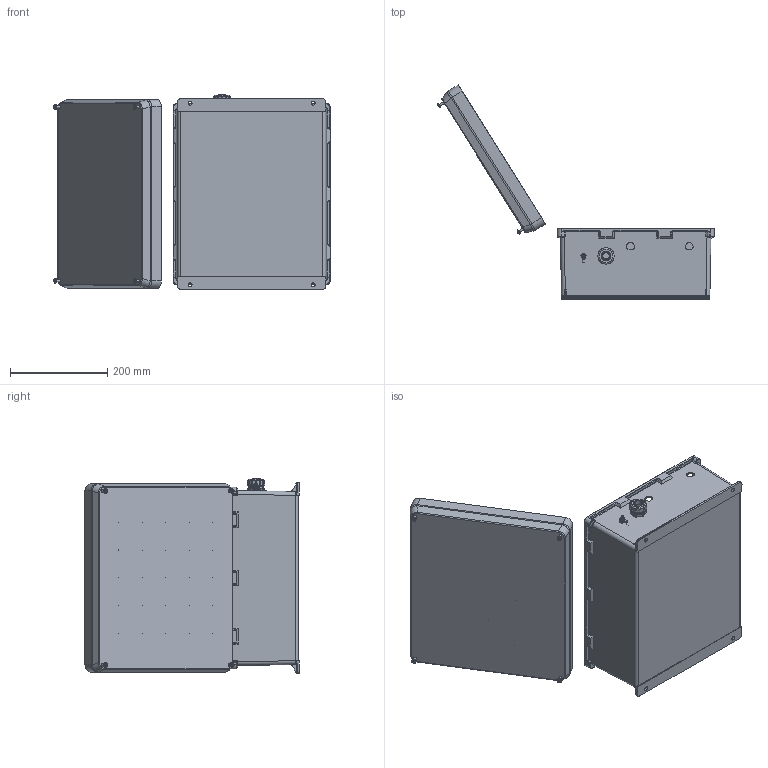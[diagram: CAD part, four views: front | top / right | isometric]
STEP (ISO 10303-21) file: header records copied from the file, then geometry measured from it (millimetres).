
FILE_DESCRIPTION (( 'STEP AP214' ), '1' );
FILE_NAME ('NBC141206-02.STEP', '2018-02-22T14:14:52', ( '' ), ( '' ), 'SwSTEP 2.0', 'SolidWorks 2017', '' );
FILE_SCHEMA (( 'AUTOMOTIVE_DESIGN' ));
Length unit declared in the file: inch
Products named in the file (12): NBC141206-02; NBC_LidScrew; NEMA GroundWire-NBC141206-00V; XCT-0011; XCT-0010; XFW-0002; XFN-0003; XCT-0005; XFS-0026; XC-0003; NBC141206-Lid; NB141207-Box
Assembly tree (15 placements, depth 2):
  NBC141206-02
    NB141207-Box
    NBC141206-Lid
    XC-0003
    XFS-0026
    XCT-0005
    XFN-0003  x2
    XFW-0002
    XCT-0010
    XCT-0011
    NEMA GroundWire-NBC141206-00V
    NBC_LidScrew  x4
Bounding box: 569.84 x 441.44 x 402.37 mm (x, y, z)
Volume: 1894017.4 mm3; surface area: 1039399 mm2
Topology: 15 solids, 16 shells, 1586 faces, 3936 edges, 2362 vertices
Faces by surface type: cylinder 514, plane 494, cone 268, bspline 151, torus 127, sphere 32
Full cylindrical faces by diameter (mm): 2.846 x1, 3.607 x1, 4.216 x4, 5.004 x1, 5.182 x1, 5.588 x2, 5.639 x1, 5.7 x2, 6.5 x4, 8 x4, 8.928 x4, 9.22 x1, 9.525 x1, 10 x4, 13.538 x2, 14.315 x1, 16.281 x1, 18.491 x1, 19.406 x2, 20.345 x2, 21.215 x1, 22.606 x1, 25.4 x1, 29.693 x1, 33.274 x1
Entity records: 51059 total; most frequent: CARTESIAN_POINT 14814, ORIENTED_EDGE 6480, DIRECTION 6409, EDGE_CURVE 3240, AXIS2_PLACEMENT_3D 2496, VERTEX_POINT 2082, EDGE_LOOP 1710, FACE_OUTER_BOUND 1510
